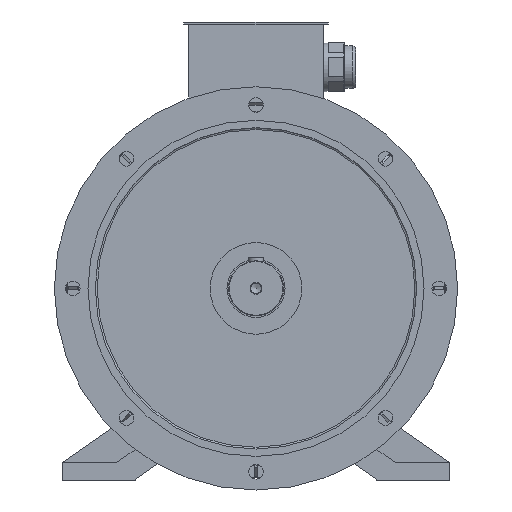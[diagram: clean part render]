
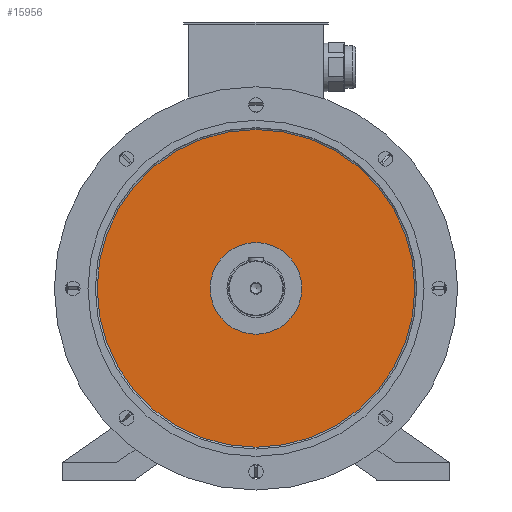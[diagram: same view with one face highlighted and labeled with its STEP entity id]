
A CAD part, front view. The second image highlights one B-rep face of the part: STEP entity #15956.
In plain terms, the highlighted planar face has unit normal (0, -1, 0).
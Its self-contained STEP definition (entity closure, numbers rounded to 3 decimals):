
#837=CIRCLE('',#17047,75.);
#856=CIRCLE('',#17087,260.);
#4229=ORIENTED_EDGE('',*,*,#5931,.T.);
#4230=ORIENTED_EDGE('',*,*,#5960,.T.);
#5931=EDGE_CURVE('',#7088,#7088,#837,.T.);
#5960=EDGE_CURVE('',#7114,#7114,#856,.T.);
#7088=VERTEX_POINT('',#24155);
#7114=VERTEX_POINT('',#24461);
#9926=EDGE_LOOP('',(#4229));
#9927=EDGE_LOOP('',(#4230));
#10618=FACE_BOUND('',#9926,.T.);
#10619=FACE_BOUND('',#9927,.T.);
#11046=PLANE('',#17088);
#15956=ADVANCED_FACE('',(#10618,#10619),#11046,.F.);
#17047=AXIS2_PLACEMENT_3D('',#24154,#20289,#20290);
#17087=AXIS2_PLACEMENT_3D('',#24460,#20377,#20378);
#17088=AXIS2_PLACEMENT_3D('',#24462,#20379,#20380);
#20289=DIRECTION('',(0.,1.,0.));
#20290=DIRECTION('',(1.,0.,0.));
#20377=DIRECTION('',(0.,-1.,0.));
#20378=DIRECTION('',(0.,0.,-1.));
#20379=DIRECTION('',(0.,1.,0.));
#20380=DIRECTION('',(0.,0.,1.));
#24154=CARTESIAN_POINT('',(0.,-60.,0.));
#24155=CARTESIAN_POINT('',(75.,-60.,0.));
#24460=CARTESIAN_POINT('',(0.,-60.,0.));
#24461=CARTESIAN_POINT('',(0.,-60.,-260.));
#24462=CARTESIAN_POINT('',(0.,-60.,0.));
